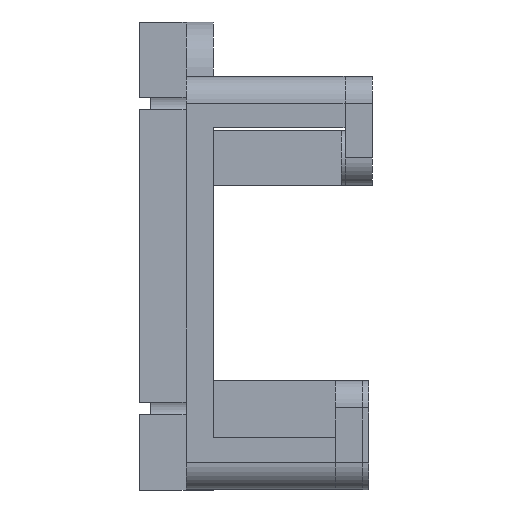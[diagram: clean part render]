
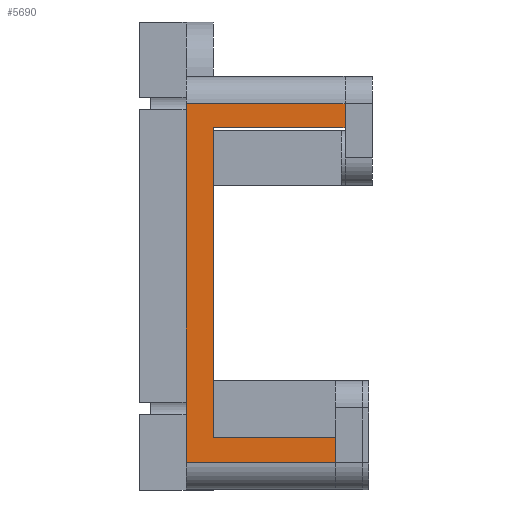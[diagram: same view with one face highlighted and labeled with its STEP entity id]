
A CAD part, front view. The second image highlights one B-rep face of the part: STEP entity #5690.
In plain terms, the highlighted planar face has unit normal (0, -1, 0).
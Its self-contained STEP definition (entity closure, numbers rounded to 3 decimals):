
#106=PLANE('',#6126);
#529=FACE_OUTER_BOUND('',#872,.T.);
#872=EDGE_LOOP('',(#4459,#4460,#4461,#4462,#4463,#4464,#4465,#4466));
#1568=LINE('',#15182,#1937);
#1571=LINE('',#15188,#1940);
#1572=LINE('',#15190,#1941);
#1573=LINE('',#15192,#1942);
#1574=LINE('',#15194,#1943);
#1575=LINE('',#15196,#1944);
#1576=LINE('',#15198,#1945);
#1577=LINE('',#15199,#1946);
#1937=VECTOR('',#7120,10.);
#1940=VECTOR('',#7125,10.);
#1941=VECTOR('',#7126,10.);
#1942=VECTOR('',#7127,10.);
#1943=VECTOR('',#7128,10.);
#1944=VECTOR('',#7129,10.);
#1945=VECTOR('',#7130,10.);
#1946=VECTOR('',#7131,10.);
#2491=VERTEX_POINT('',#15178);
#2493=VERTEX_POINT('',#15181);
#2495=VERTEX_POINT('',#15187);
#2496=VERTEX_POINT('',#15189);
#2497=VERTEX_POINT('',#15191);
#2498=VERTEX_POINT('',#15193);
#2499=VERTEX_POINT('',#15195);
#2500=VERTEX_POINT('',#15197);
#3254=EDGE_CURVE('',#2493,#2491,#1568,.T.);
#3257=EDGE_CURVE('',#2491,#2495,#1571,.T.);
#3258=EDGE_CURVE('',#2495,#2496,#1572,.T.);
#3259=EDGE_CURVE('',#2496,#2497,#1573,.T.);
#3260=EDGE_CURVE('',#2498,#2497,#1574,.T.);
#3261=EDGE_CURVE('',#2498,#2499,#1575,.T.);
#3262=EDGE_CURVE('',#2500,#2499,#1576,.T.);
#3263=EDGE_CURVE('',#2493,#2500,#1577,.T.);
#4459=ORIENTED_EDGE('',*,*,#3254,.T.);
#4460=ORIENTED_EDGE('',*,*,#3257,.T.);
#4461=ORIENTED_EDGE('',*,*,#3258,.T.);
#4462=ORIENTED_EDGE('',*,*,#3259,.T.);
#4463=ORIENTED_EDGE('',*,*,#3260,.F.);
#4464=ORIENTED_EDGE('',*,*,#3261,.T.);
#4465=ORIENTED_EDGE('',*,*,#3262,.F.);
#4466=ORIENTED_EDGE('',*,*,#3263,.F.);
#5690=ADVANCED_FACE('',(#529),#106,.T.);
#6126=AXIS2_PLACEMENT_3D('',#15186,#7123,#7124);
#7120=DIRECTION('',(-1.,0.,0.));
#7123=DIRECTION('center_axis',(0.,-1.,0.));
#7124=DIRECTION('ref_axis',(0.,0.,-1.));
#7125=DIRECTION('',(0.,0.,1.));
#7126=DIRECTION('',(1.,0.,0.));
#7127=DIRECTION('',(0.,0.,1.));
#7128=DIRECTION('',(1.,0.,0.));
#7129=DIRECTION('',(0.,0.,-1.));
#7130=DIRECTION('',(-1.,0.,0.));
#7131=DIRECTION('',(0.,0.,-1.));
#15178=CARTESIAN_POINT('',(5.,72.253,200.05));
#15181=CARTESIAN_POINT('',(27.5,72.253,200.05));
#15182=CARTESIAN_POINT('',(0.,72.253,200.05));
#15186=CARTESIAN_POINT('Origin',(0.,72.253,266.55));
#15187=CARTESIAN_POINT('',(5.,72.253,257.05));
#15188=CARTESIAN_POINT('',(5.,72.253,233.55));
#15189=CARTESIAN_POINT('',(29.25,72.253,257.05));
#15190=CARTESIAN_POINT('',(0.,72.253,257.05));
#15191=CARTESIAN_POINT('',(29.25,72.253,261.55));
#15192=CARTESIAN_POINT('',(29.25,72.253,261.55));
#15193=CARTESIAN_POINT('',(0.,72.253,261.55));
#15194=CARTESIAN_POINT('',(0.,72.253,261.55));
#15195=CARTESIAN_POINT('',(0.,72.253,195.55));
#15196=CARTESIAN_POINT('',(0.,72.253,200.55));
#15197=CARTESIAN_POINT('',(27.5,72.253,195.55));
#15198=CARTESIAN_POINT('',(0.,72.253,195.55));
#15199=CARTESIAN_POINT('',(27.5,72.253,238.55));
